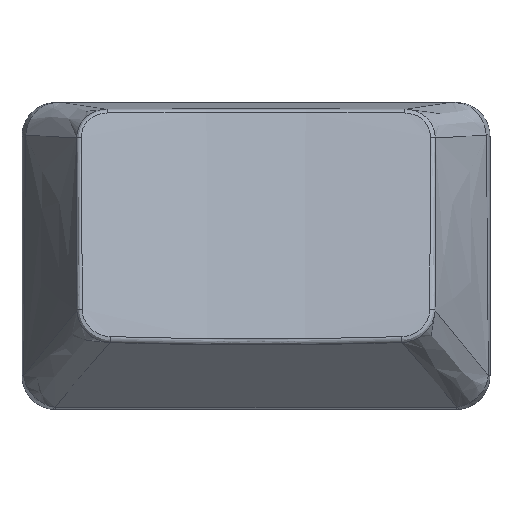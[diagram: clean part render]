
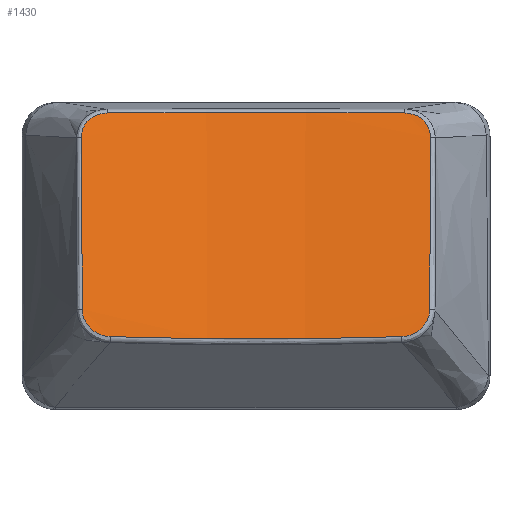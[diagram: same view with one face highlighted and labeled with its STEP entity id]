
A CAD part, top view. The second image highlights one B-rep face of the part: STEP entity #1430.
In plain terms, the highlighted free-form (B-spline) face has degree [1, 2] with [2, 3] control points.
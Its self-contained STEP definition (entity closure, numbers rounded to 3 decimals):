
#14=(
BOUNDED_SURFACE()
B_SPLINE_SURFACE(1,2,((#3732,#3733,#3734),(#3735,#3736,#3737)),
 .UNSPECIFIED.,.F.,.F.,.F.)
B_SPLINE_SURFACE_WITH_KNOTS((2,2),(3,3),(0.22,0.356),
(-1.672,-1.47),.UNSPECIFIED.)
GEOMETRIC_REPRESENTATION_ITEM()
RATIONAL_B_SPLINE_SURFACE(((1.,0.995,1.),(1.,0.995,
1.)))
REPRESENTATION_ITEM('')
SURFACE()
);
#191=B_SPLINE_CURVE_WITH_KNOTS('',3,(#3474,#3475,#3476,#3477),
 .UNSPECIFIED.,.F.,.F.,(4,4),(0.,1.058),.UNSPECIFIED.);
#192=B_SPLINE_CURVE_WITH_KNOTS('',3,(#3505,#3506,#3507,#3508,#3509),
 .UNSPECIFIED.,.F.,.F.,(4,1,4),(0.,0.104,0.243),
 .UNSPECIFIED.);
#193=B_SPLINE_CURVE_WITH_KNOTS('',3,(#3532,#3533,#3534,#3535),
 .UNSPECIFIED.,.F.,.F.,(4,4),(0.,1.765),
 .UNSPECIFIED.);
#194=B_SPLINE_CURVE_WITH_KNOTS('',3,(#3563,#3564,#3565,#3566,#3567),
 .UNSPECIFIED.,.F.,.F.,(4,1,4),(0.,0.139,0.243),
 .UNSPECIFIED.);
#196=B_SPLINE_CURVE_WITH_KNOTS('',3,(#3595,#3596,#3597,#3598),
 .UNSPECIFIED.,.F.,.F.,(4,4),(0.,1.058),
 .UNSPECIFIED.);
#198=B_SPLINE_CURVE_WITH_KNOTS('',3,(#3632,#3633,#3634,#3635,#3636),
 .UNSPECIFIED.,.F.,.F.,(4,1,4),(0.,0.112,0.261),
 .UNSPECIFIED.);
#200=B_SPLINE_CURVE_WITH_KNOTS('',3,(#3663,#3664,#3665,#3666),
 .UNSPECIFIED.,.F.,.F.,(4,4),(0.,1.73),
 .UNSPECIFIED.);
#201=B_SPLINE_CURVE_WITH_KNOTS('',3,(#3697,#3698,#3699,#3700,#3701,#3702),
 .UNSPECIFIED.,.F.,.F.,(4,1,1,4),(0.,0.112,
0.186,0.261),.UNSPECIFIED.);
#405=FACE_OUTER_BOUND('',#497,.T.);
#497=EDGE_LOOP('',(#1275,#1276,#1277,#1278,#1279,#1280,#1281,#1282));
#660=VERTEX_POINT('',#3470);
#661=VERTEX_POINT('',#3472);
#662=VERTEX_POINT('',#3503);
#663=VERTEX_POINT('',#3530);
#664=VERTEX_POINT('',#3561);
#665=VERTEX_POINT('',#3588);
#667=VERTEX_POINT('',#3624);
#669=VERTEX_POINT('',#3657);
#864=EDGE_CURVE('',#661,#660,#191,.T.);
#866=EDGE_CURVE('',#660,#662,#192,.T.);
#868=EDGE_CURVE('',#662,#663,#193,.T.);
#870=EDGE_CURVE('',#663,#664,#194,.T.);
#873=EDGE_CURVE('',#664,#665,#196,.T.);
#876=EDGE_CURVE('',#665,#667,#198,.T.);
#879=EDGE_CURVE('',#667,#669,#200,.T.);
#880=EDGE_CURVE('',#669,#661,#201,.T.);
#1275=ORIENTED_EDGE('',*,*,#864,.F.);
#1276=ORIENTED_EDGE('',*,*,#880,.F.);
#1277=ORIENTED_EDGE('',*,*,#879,.F.);
#1278=ORIENTED_EDGE('',*,*,#876,.F.);
#1279=ORIENTED_EDGE('',*,*,#873,.F.);
#1280=ORIENTED_EDGE('',*,*,#870,.F.);
#1281=ORIENTED_EDGE('',*,*,#868,.F.);
#1282=ORIENTED_EDGE('',*,*,#866,.F.);
#1430=ADVANCED_FACE('',(#405),#14,.T.);
#3470=CARTESIAN_POINT('',(-10.324,7.01,5.527));
#3472=CARTESIAN_POINT('',(-10.279,-3.164,8.44));
#3474=CARTESIAN_POINT('Ctrl Pts',(-10.279,-3.164,8.44));
#3475=CARTESIAN_POINT('Ctrl Pts',(-10.29,0.227,7.469));
#3476=CARTESIAN_POINT('Ctrl Pts',(-10.303,3.618,6.498));
#3477=CARTESIAN_POINT('Ctrl Pts',(-10.324,7.01,5.527));
#3503=CARTESIAN_POINT('',(-8.79,8.452,4.974));
#3505=CARTESIAN_POINT('Ctrl Pts',(-10.324,7.01,5.527));
#3506=CARTESIAN_POINT('Ctrl Pts',(-10.326,7.343,5.432));
#3507=CARTESIAN_POINT('Ctrl Pts',(-10.059,8.13,5.179));
#3508=CARTESIAN_POINT('Ctrl Pts',(-9.249,8.448,5.013));
#3509=CARTESIAN_POINT('Ctrl Pts',(-8.79,8.452,4.974));
#3530=CARTESIAN_POINT('',(8.79,8.452,4.974));
#3532=CARTESIAN_POINT('Ctrl Pts',(-8.79,8.452,4.974));
#3533=CARTESIAN_POINT('Ctrl Pts',(-2.944,8.496,4.471));
#3534=CARTESIAN_POINT('Ctrl Pts',(2.944,8.496,4.471));
#3535=CARTESIAN_POINT('Ctrl Pts',(8.79,8.452,4.974));
#3561=CARTESIAN_POINT('',(10.324,7.01,5.527));
#3563=CARTESIAN_POINT('Ctrl Pts',(8.79,8.452,4.974));
#3564=CARTESIAN_POINT('Ctrl Pts',(9.249,8.448,5.013));
#3565=CARTESIAN_POINT('Ctrl Pts',(10.059,8.13,5.179));
#3566=CARTESIAN_POINT('Ctrl Pts',(10.326,7.343,5.432));
#3567=CARTESIAN_POINT('Ctrl Pts',(10.324,7.01,5.527));
#3588=CARTESIAN_POINT('',(10.279,-3.164,8.44));
#3595=CARTESIAN_POINT('Ctrl Pts',(10.324,7.01,5.527));
#3596=CARTESIAN_POINT('Ctrl Pts',(10.303,3.618,6.498));
#3597=CARTESIAN_POINT('Ctrl Pts',(10.29,0.227,7.469));
#3598=CARTESIAN_POINT('Ctrl Pts',(10.279,-3.164,8.44));
#3624=CARTESIAN_POINT('',(8.619,-4.788,8.756));
#3632=CARTESIAN_POINT('Ctrl Pts',(10.279,-3.164,8.44));
#3633=CARTESIAN_POINT('Ctrl Pts',(10.278,-3.522,8.543));
#3634=CARTESIAN_POINT('Ctrl Pts',(9.972,-4.368,8.754));
#3635=CARTESIAN_POINT('Ctrl Pts',(9.113,-4.771,8.792));
#3636=CARTESIAN_POINT('Ctrl Pts',(8.619,-4.788,8.756));
#3657=CARTESIAN_POINT('',(-8.619,-4.788,8.756));
#3663=CARTESIAN_POINT('Ctrl Pts',(8.619,-4.788,8.756));
#3664=CARTESIAN_POINT('Ctrl Pts',(2.885,-4.979,8.339));
#3665=CARTESIAN_POINT('Ctrl Pts',(-2.885,-4.979,8.339));
#3666=CARTESIAN_POINT('Ctrl Pts',(-8.619,-4.788,8.756));
#3697=CARTESIAN_POINT('Ctrl Pts',(-8.619,-4.788,8.756));
#3698=CARTESIAN_POINT('Ctrl Pts',(-8.989,-4.775,8.783));
#3699=CARTESIAN_POINT('Ctrl Pts',(-9.605,-4.561,8.776));
#3700=CARTESIAN_POINT('Ctrl Pts',(-10.165,-3.882,8.635));
#3701=CARTESIAN_POINT('Ctrl Pts',(-10.278,-3.403,8.509));
#3702=CARTESIAN_POINT('Ctrl Pts',(-10.279,-3.164,8.44));
#3732=CARTESIAN_POINT('Ctrl Pts',(10.325,-4.813,8.918));
#3733=CARTESIAN_POINT('Ctrl Pts',(0.,-5.083,
7.976));
#3734=CARTESIAN_POINT('Ctrl Pts',(-10.325,-4.813,8.918));
#3735=CARTESIAN_POINT('Ctrl Pts',(10.325,8.625,5.064));
#3736=CARTESIAN_POINT('Ctrl Pts',(0.,8.355,
4.123));
#3737=CARTESIAN_POINT('Ctrl Pts',(-10.325,8.625,5.064));
